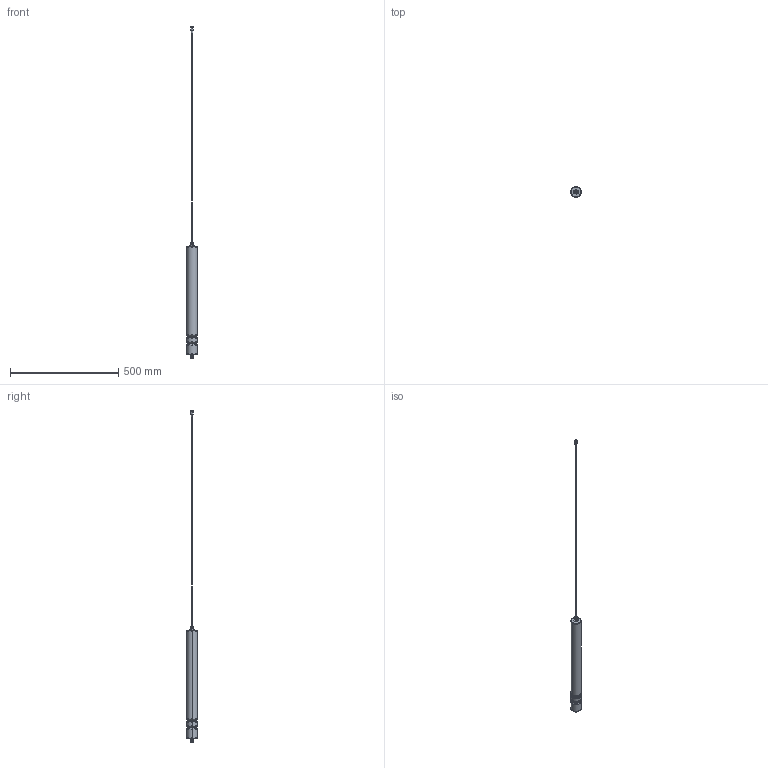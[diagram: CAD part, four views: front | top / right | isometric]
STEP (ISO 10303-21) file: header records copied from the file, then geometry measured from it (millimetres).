
FILE_DESCRIPTION (( 'STEP AP203' ), '1' );
FILE_NAME ('PR-AD-48-500-仩仩ZRGP.step', '2024-03-06T03:52:09', ( '1347' ), ( 'HP Inc.' ), 'SwSTEP 2.0', 'SolidWorks 2023', '' );
FILE_SCHEMA (( 'CONFIG_CONTROL_DESIGN' ));
Length unit declared in the file: millimetre
Products named in the file (1): PR-AD-48-500-□□ZRGP
Bounding box: 48.6 x 48.6 x 1537 mm (x, y, z)
Surface area: 97301.9 mm2 (no closed solid volume)
Topology: 0 solids, 4 shells, 189 faces, 440 edges, 278 vertices
Faces by surface type: cylinder 79, plane 59, torus 30, cone 18, bspline 3
Entity records: 5987 total; most frequent: CARTESIAN_POINT 1512, DIRECTION 977, ORIENTED_EDGE 874, EDGE_CURVE 440, AXIS2_PLACEMENT_3D 395, VERTEX_POINT 278, EDGE_LOOP 211, CIRCLE 208
